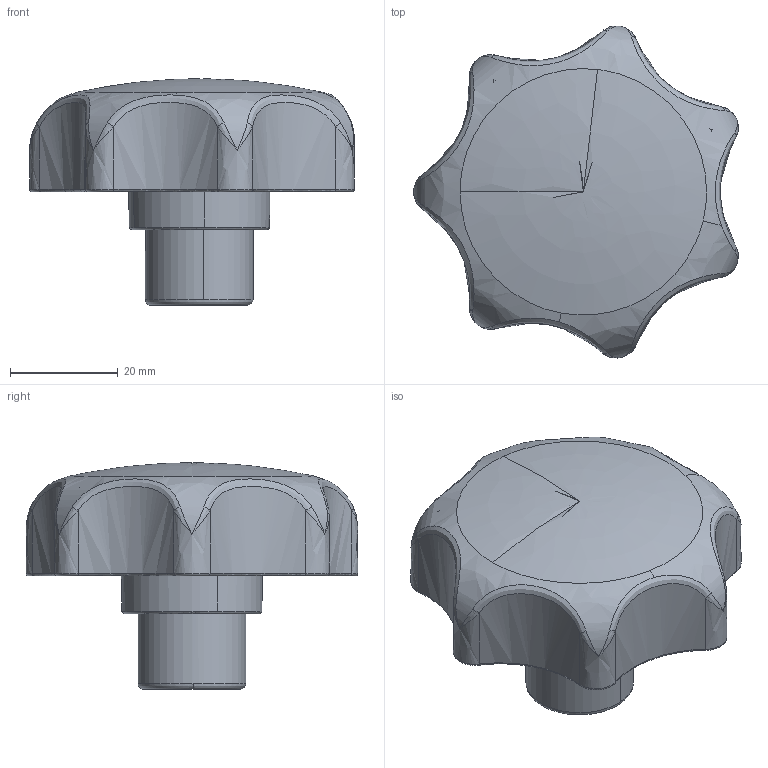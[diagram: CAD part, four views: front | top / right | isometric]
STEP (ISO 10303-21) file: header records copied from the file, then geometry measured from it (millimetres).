
FILE_DESCRIPTION((''),'2;1');
FILE_NAME('','2005-07-15T11:08:37',(''),(''),'','CADfix','');
FILE_SCHEMA(('AUTOMOTIVE_DESIGN'));
Length unit declared in the file: millimetre
Products named in the file (3): screw; knob; KTFS_63_M12_10870_36
Assembly tree (2 placements, depth 2):
  KTFS_63_M12_10870_36
    screw
    knob
Bounding box: 60.28 x 61.61 x 42 mm (x, y, z)
Volume: 34231.5 mm3; surface area: 15805.1 mm2
Topology: 2 solids, 2 shells, 85 faces, 228 edges, 134 vertices
Faces by surface type: bspline 85
Entity records: 6108 total; most frequent: CARTESIAN_POINT 4909, ORIENTED_EDGE 424, EDGE_CURVE 212, VERTEX_POINT 134, EDGE_LOOP 90, FACE_OUTER_BOUND 85, ADVANCED_FACE 85, B_SPLINE_CURVE_WITH_KNOTS 51
